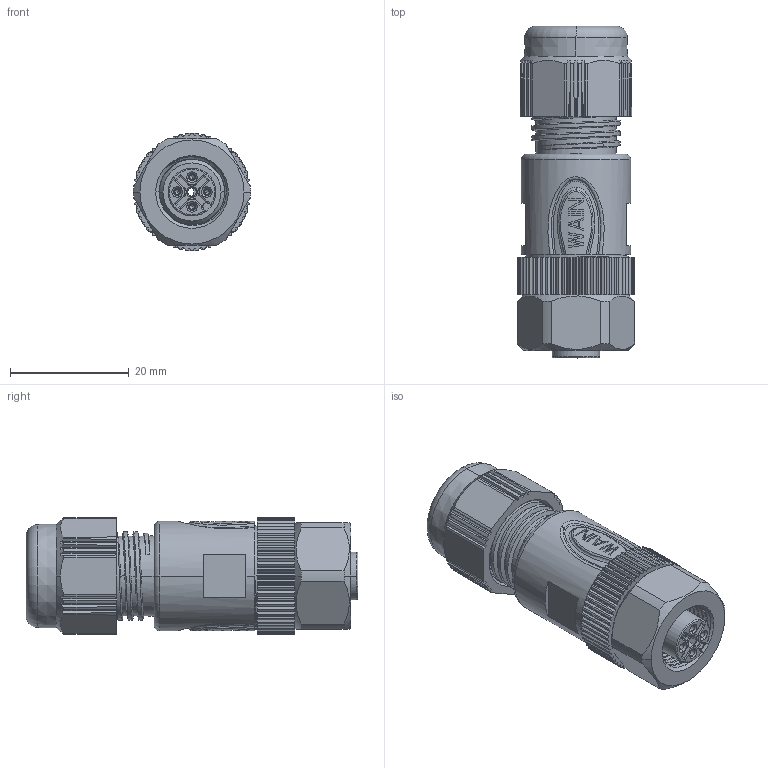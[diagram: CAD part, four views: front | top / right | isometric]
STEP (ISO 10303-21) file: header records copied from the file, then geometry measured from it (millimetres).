
FILE_DESCRIPTION((''),'2;1');
FILE_NAME('3D_1630054213201_M12S-F05A-T-D6','2017-06-30T',('y.wang'),(''),'PRO/ENGINEER BY PARAMETRIC TECHNOLOGY CORPORATION, 2012480','PRO/ENGINEER BY PARAMETRIC TECHNOLOGY CORPORATION, 2012480','');
FILE_SCHEMA(('CONFIG_CONTROL_DESIGN'));
Products named in the file (1): 3D_1630054213201_M12S-F05A-T-D6
Bounding box: 19.8 x 56 x 19.8 mm (x, y, z)
Volume: 9298.5 mm3; surface area: 12891.7 mm2
Topology: 1 solids, 1 shells, 1623 faces, 5055 edges, 3427 vertices
Faces by surface type: plane 594, cylinder 476, cone 209, bspline 173, torus 110, extrusion 59, sphere 2
Entity records: 85215 total; most frequent: CARTESIAN_POINT 42889, ORIENTED_EDGE 10070, DIRECTION 7402, EDGE_CURVE 5035, VERTEX_POINT 3427, AXIS2_PLACEMENT_3D 2784, B_SPLINE_CURVE_WITH_KNOTS 1926, VECTOR 1834
